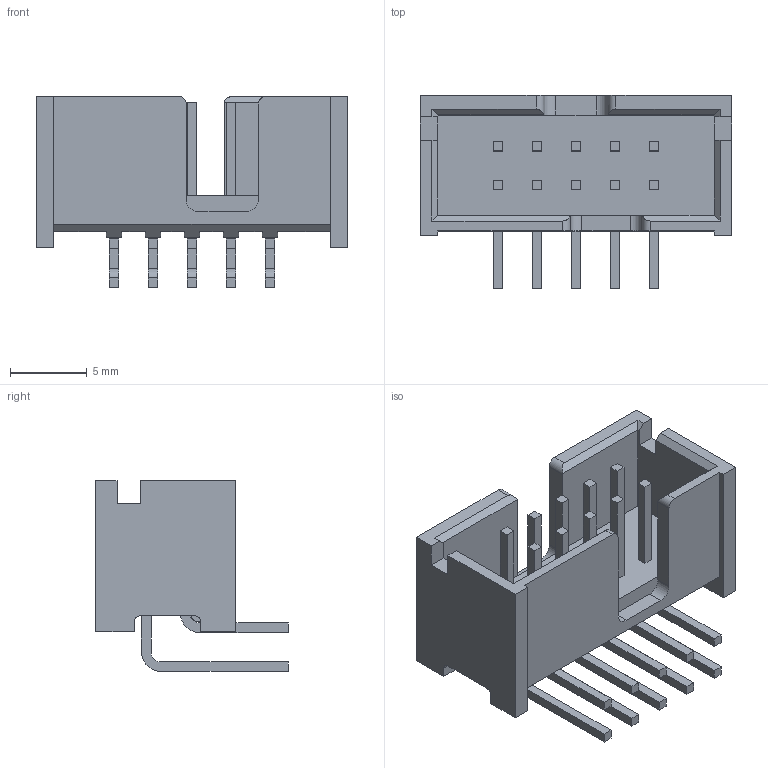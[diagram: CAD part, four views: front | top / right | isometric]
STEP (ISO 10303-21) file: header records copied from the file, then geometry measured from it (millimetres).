
FILE_DESCRIPTION((''),'2;1');
FILE_NAME('C-5103310-1','2010-06-17T',('workeradm'),('Tyco Electronics Ltd.'),'PRO/ENGINEER BY PARAMETRIC TECHNOLOGY CORPORATION, 2009300','PRO/ENGINEER BY PARAMETRIC TECHNOLOGY CORPORATION, 2009300','');
FILE_SCHEMA(('AUTOMOTIVE_DESIGN { 1 0 10303 214 1 1 1 1 }'));
Length unit declared in the file: millimetre
Products named in the file (1): C-5103310-1
Bounding box: 20.32 x 12.57 x 12.45 mm (x, y, z)
Volume: 808.3 mm3; surface area: 1528.7 mm2
Topology: 1 solids, 1 shells, 213 faces, 565 edges, 374 vertices
Faces by surface type: plane 176, cylinder 37
Entity records: 6818 total; most frequent: CARTESIAN_POINT 1186, ORIENTED_EDGE 1130, DIRECTION 1061, EDGE_CURVE 565, VECTOR 487, LINE 487, VERTEX_POINT 374, AXIS2_PLACEMENT_3D 287
